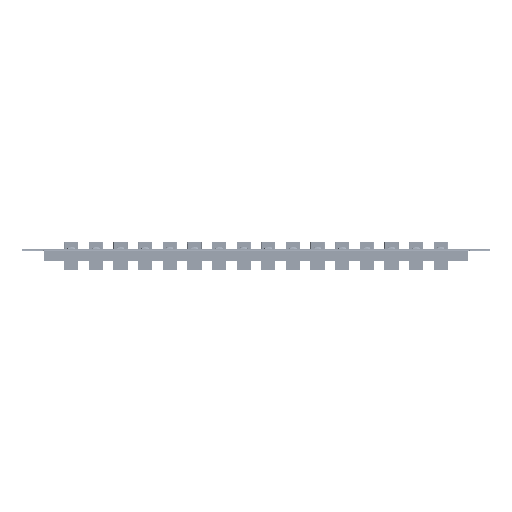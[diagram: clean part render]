
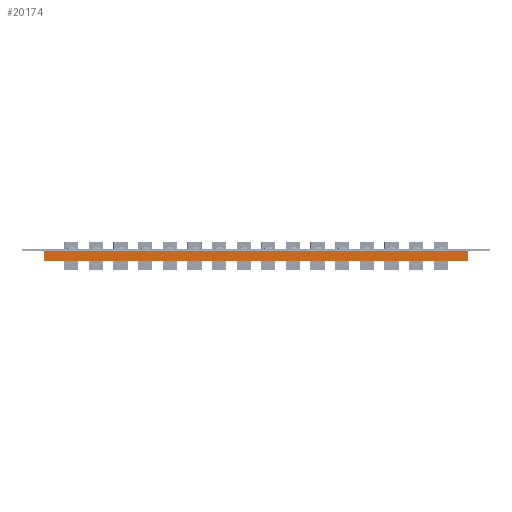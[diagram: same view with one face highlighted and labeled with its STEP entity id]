
A CAD part, front view. The second image highlights one B-rep face of the part: STEP entity #20174.
In plain terms, the highlighted planar face has unit normal (0, -1, 0).
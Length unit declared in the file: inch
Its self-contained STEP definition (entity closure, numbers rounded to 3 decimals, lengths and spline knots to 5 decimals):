
#740 = CARTESIAN_POINT ( 'NONE',  ( 18.1, -7.925, 0. ) ) ;
#1196 = DIRECTION ( 'NONE',  ( 0., -1., 0. ) ) ;
#1621 = LINE ( 'NONE', #10650, #23691 ) ;
#2298 = VECTOR ( 'NONE', #19912, 39.37008 ) ;
#2795 = LINE ( 'NONE', #11942, #22325 ) ;
#4787 = ORIENTED_EDGE ( 'NONE', *, *, #11266, .T. ) ;
#5044 = DIRECTION ( 'NONE',  ( 0., 0., -1. ) ) ;
#8301 = ORIENTED_EDGE ( 'NONE', *, *, #19828, .F. ) ;
#8536 = FACE_OUTER_BOUND ( 'NONE', #13941, .T. ) ;
#9119 = DIRECTION ( 'NONE',  ( -1., 0., 0. ) ) ;
#9810 = VERTEX_POINT ( 'NONE', #12093 ) ;
#10129 = DIRECTION ( 'NONE',  ( -1., 0., 0. ) ) ;
#10179 = VECTOR ( 'NONE', #9119, 39.37008 ) ;
#10650 = CARTESIAN_POINT ( 'NONE',  ( 18.1, -7.925, -0.41339 ) ) ;
#11266 = EDGE_CURVE ( 'NONE', #9810, #22516, #1621, .T. ) ;
#11281 = CARTESIAN_POINT ( 'NONE',  ( 18.1, -7.925, -0.41339 ) ) ;
#11897 = EDGE_CURVE ( 'NONE', #9810, #13175, #16502, .T. ) ;
#11942 = CARTESIAN_POINT ( 'NONE',  ( 0.89206, -7.925, 0. ) ) ;
#12093 = CARTESIAN_POINT ( 'NONE',  ( 18.1, -7.925, -0.41339 ) ) ;
#13175 = VERTEX_POINT ( 'NONE', #21205 ) ;
#13941 = EDGE_LOOP ( 'NONE', ( #4787, #18400, #8301, #15190 ) ) ;
#14309 = VERTEX_POINT ( 'NONE', #22873 ) ;
#14524 = DIRECTION ( 'NONE',  ( 0., 0., 1. ) ) ;
#14812 = EDGE_CURVE ( 'NONE', #22516, #14309, #2795, .T. ) ;
#15190 = ORIENTED_EDGE ( 'NONE', *, *, #11897, .F. ) ;
#15929 = LINE ( 'NONE', #17736, #2298 ) ;
#16275 = CARTESIAN_POINT ( 'NONE',  ( 19., -7.925, 0.05906 ) ) ;
#16502 = LINE ( 'NONE', #11281, #10179 ) ;
#17736 = CARTESIAN_POINT ( 'NONE',  ( 0.9, -7.925, -0.41339 ) ) ;
#18400 = ORIENTED_EDGE ( 'NONE', *, *, #14812, .T. ) ;
#19828 = EDGE_CURVE ( 'NONE', #13175, #14309, #15929, .T. ) ;
#19912 = DIRECTION ( 'NONE',  ( 0., 0., 1. ) ) ;
#20174 = ADVANCED_FACE ( 'NONE', ( #8536 ), #21580, .T. ) ;
#21205 = CARTESIAN_POINT ( 'NONE',  ( 0.9, -7.925, -0.41339 ) ) ;
#21580 = PLANE ( 'NONE',  #21658 ) ;
#21658 = AXIS2_PLACEMENT_3D ( 'NONE', #16275, #1196, #5044 ) ;
#22325 = VECTOR ( 'NONE', #10129, 39.37008 ) ;
#22516 = VERTEX_POINT ( 'NONE', #740 ) ;
#22873 = CARTESIAN_POINT ( 'NONE',  ( 0.9, -7.925, 0. ) ) ;
#23691 = VECTOR ( 'NONE', #14524, 39.37008 ) ;
